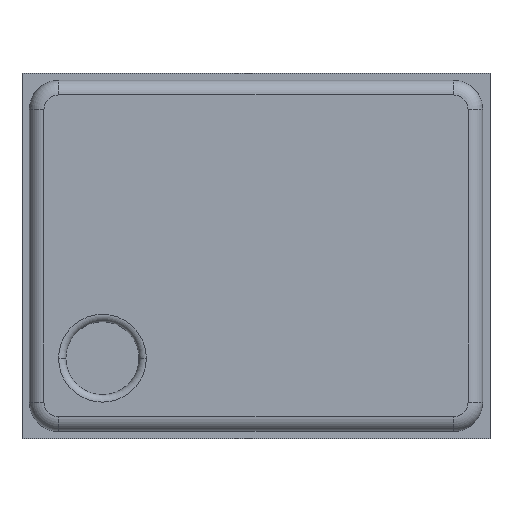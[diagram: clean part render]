
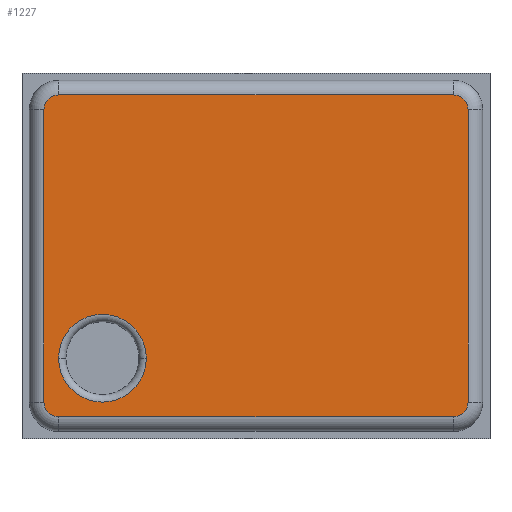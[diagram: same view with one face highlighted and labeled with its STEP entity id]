
A CAD part, top view. The second image highlights one B-rep face of the part: STEP entity #1227.
In plain terms, the highlighted planar face has unit normal (0, 0, 1).
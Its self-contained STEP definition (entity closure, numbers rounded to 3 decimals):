
#734 = CARTESIAN_POINT ( 'NONE',  ( -1.45, -1., 0.8 ) ) ;
#735 = VERTEX_POINT ( 'NONE', #734 ) ;
#743 = CARTESIAN_POINT ( 'NONE',  ( -1.45, 1., 0.8 ) ) ;
#744 = VERTEX_POINT ( 'NONE', #743 ) ;
#745 = CARTESIAN_POINT ( 'NONE',  ( -1.45, 0., 0.8 ) ) ;
#746 = DIRECTION ( 'NONE',  ( 0., -1., 0. ) ) ;
#747 = VECTOR ( 'NONE', #746, 1000. ) ;
#748 = LINE ( 'NONE', #745, #747 ) ;
#749 = EDGE_CURVE ( 'NONE', #744, #735, #748, .T. ) ;
#865 = CARTESIAN_POINT ( 'NONE',  ( -0.75, -0.7, 0.8 ) ) ;
#866 = VERTEX_POINT ( 'NONE', #865 ) ;
#874 = CARTESIAN_POINT ( 'NONE',  ( -1.35, -0.7, 0.8 ) ) ;
#875 = VERTEX_POINT ( 'NONE', #874 ) ;
#876 = CARTESIAN_POINT ( 'NONE',  ( -1.05, -0.7, 0.8 ) ) ;
#877 = DIRECTION ( 'NONE',  ( 0., 0., -1. ) ) ;
#878 = DIRECTION ( 'NONE',  ( -1., 0., 0. ) ) ;
#879 = AXIS2_PLACEMENT_3D ( 'NONE', #876, #877, #878 ) ;
#880 = CIRCLE ( 'NONE', #879, 0.3) ;
#881 = EDGE_CURVE ( 'NONE', #875, #866, #880, .T. ) ;
#1151 = ORIENTED_EDGE ( 'NONE', *, *, #881, .T. ) ;
#1152 = CARTESIAN_POINT ( 'NONE',  ( -1.05, -0.7, 0.8 ) ) ;
#1153 = DIRECTION ( 'NONE',  ( 0., 0., -1. ) ) ;
#1154 = DIRECTION ( 'NONE',  ( -1., 0., 0. ) ) ;
#1155 = AXIS2_PLACEMENT_3D ( 'NONE', #1152, #1153, #1154 ) ;
#1156 = CIRCLE ( 'NONE', #1155, 0.3) ;
#1157 = EDGE_CURVE ( 'NONE', #866, #875, #1156, .T. ) ;
#1158 = ORIENTED_EDGE ( 'NONE', *, *, #1157, .T. ) ;
#1159 = EDGE_LOOP ( 'NONE', ( #1151, #1158 ) ) ;
#1160 = FACE_BOUND ( 'NONE', #1159, .T. ) ;
#1161 = CARTESIAN_POINT ( 'NONE',  ( 1.45, -1., 0.8 ) ) ;
#1162 = VERTEX_POINT ( 'NONE', #1161 ) ;
#1163 = CARTESIAN_POINT ( 'NONE',  ( 1.45, 1., 0.8 ) ) ;
#1164 = VERTEX_POINT ( 'NONE', #1163 ) ;
#1165 = CARTESIAN_POINT ( 'NONE',  ( 1.45, 0., 0.8 ) ) ;
#1166 = DIRECTION ( 'NONE',  ( 0., 1., 0. ) ) ;
#1167 = VECTOR ( 'NONE', #1166, 1000. ) ;
#1168 = LINE ( 'NONE', #1165, #1167 ) ;
#1169 = EDGE_CURVE ( 'NONE', #1162, #1164, #1168, .T. ) ;
#1170 = ORIENTED_EDGE ( 'NONE', *, *, #1169, .T. ) ;
#1171 = CARTESIAN_POINT ( 'NONE',  ( 1.35, 1.1, 0.8 ) ) ;
#1172 = VERTEX_POINT ( 'NONE', #1171 ) ;
#1173 = CARTESIAN_POINT ( 'NONE',  ( 1.35, 1., 0.8 ) ) ;
#1174 = DIRECTION ( 'NONE',  ( 0., 0., 1. ) ) ;
#1175 = DIRECTION ( 'NONE',  ( -1., 0., 0. ) ) ;
#1176 = AXIS2_PLACEMENT_3D ( 'NONE', #1173, #1174, #1175 ) ;
#1177 = CIRCLE ( 'NONE', #1176, 0.1) ;
#1178 = EDGE_CURVE ( 'NONE', #1164, #1172, #1177, .T. ) ;
#1179 = ORIENTED_EDGE ( 'NONE', *, *, #1178, .T. ) ;
#1180 = CARTESIAN_POINT ( 'NONE',  ( -1.35, 1.1, 0.8 ) ) ;
#1181 = VERTEX_POINT ( 'NONE', #1180 ) ;
#1182 = CARTESIAN_POINT ( 'NONE',  ( 0., 1.1, 0.8 ) ) ;
#1183 = DIRECTION ( 'NONE',  ( -1., 0., 0. ) ) ;
#1184 = VECTOR ( 'NONE', #1183, 1000. ) ;
#1185 = LINE ( 'NONE', #1182, #1184 ) ;
#1186 = EDGE_CURVE ( 'NONE', #1172, #1181, #1185, .T. ) ;
#1187 = ORIENTED_EDGE ( 'NONE', *, *, #1186, .T. ) ;
#1188 = CARTESIAN_POINT ( 'NONE',  ( -1.35, 1., 0.8 ) ) ;
#1189 = DIRECTION ( 'NONE',  ( 0., 0., 1. ) ) ;
#1190 = DIRECTION ( 'NONE',  ( -1., 0., 0. ) ) ;
#1191 = AXIS2_PLACEMENT_3D ( 'NONE', #1188, #1189, #1190 ) ;
#1192 = CIRCLE ( 'NONE', #1191, 0.1) ;
#1193 = EDGE_CURVE ( 'NONE', #1181, #744, #1192, .T. ) ;
#1194 = ORIENTED_EDGE ( 'NONE', *, *, #1193, .T. ) ;
#1195 = ORIENTED_EDGE ( 'NONE', *, *, #749, .T. ) ;
#1196 = CARTESIAN_POINT ( 'NONE',  ( -1.35, -1.1, 0.8 ) ) ;
#1197 = VERTEX_POINT ( 'NONE', #1196 ) ;
#1198 = CARTESIAN_POINT ( 'NONE',  ( -1.35, -1., 0.8 ) ) ;
#1199 = DIRECTION ( 'NONE',  ( 0., 0., 1. ) ) ;
#1200 = DIRECTION ( 'NONE',  ( -1., 0., 0. ) ) ;
#1201 = AXIS2_PLACEMENT_3D ( 'NONE', #1198, #1199, #1200 ) ;
#1202 = CIRCLE ( 'NONE', #1201, 0.1) ;
#1203 = EDGE_CURVE ( 'NONE', #735, #1197, #1202, .T. ) ;
#1204 = ORIENTED_EDGE ( 'NONE', *, *, #1203, .T. ) ;
#1205 = CARTESIAN_POINT ( 'NONE',  ( 1.35, -1.1, 0.8 ) ) ;
#1206 = VERTEX_POINT ( 'NONE', #1205 ) ;
#1207 = CARTESIAN_POINT ( 'NONE',  ( 0., -1.1, 0.8 ) ) ;
#1208 = DIRECTION ( 'NONE',  ( 1., 0., 0. ) ) ;
#1209 = VECTOR ( 'NONE', #1208, 1000. ) ;
#1210 = LINE ( 'NONE', #1207, #1209 ) ;
#1211 = EDGE_CURVE ( 'NONE', #1197, #1206, #1210, .T. ) ;
#1212 = ORIENTED_EDGE ( 'NONE', *, *, #1211, .T. ) ;
#1213 = CARTESIAN_POINT ( 'NONE',  ( 1.35, -1., 0.8 ) ) ;
#1214 = DIRECTION ( 'NONE',  ( 0., 0., 1. ) ) ;
#1215 = DIRECTION ( 'NONE',  ( -1., 0., 0. ) ) ;
#1216 = AXIS2_PLACEMENT_3D ( 'NONE', #1213, #1214, #1215 ) ;
#1217 = CIRCLE ( 'NONE', #1216, 0.1) ;
#1218 = EDGE_CURVE ( 'NONE', #1206, #1162, #1217, .T. ) ;
#1219 = ORIENTED_EDGE ( 'NONE', *, *, #1218, .T. ) ;
#1220 = EDGE_LOOP ( 'NONE', ( #1170, #1179, #1187, #1194, #1195, #1204, #1212, #1219 ) ) ;
#1221 = FACE_OUTER_BOUND ( 'NONE', #1220, .T. ) ;
#1222 = CARTESIAN_POINT ( 'NONE',  ( 0., 0., 0.8 ) ) ;
#1223 = DIRECTION ( 'NONE',  ( 0., 0., -1. ) ) ;
#1224 = DIRECTION ( 'NONE',  ( -1., 0., 0. ) ) ;
#1225 = AXIS2_PLACEMENT_3D ( 'NONE', #1222, #1223, #1224 ) ;
#1226 = PLANE ( 'NONE', #1225 ) ;
#1227 = ADVANCED_FACE ( 'NONE', ( #1160, #1221 ), #1226, .F. ) ;
